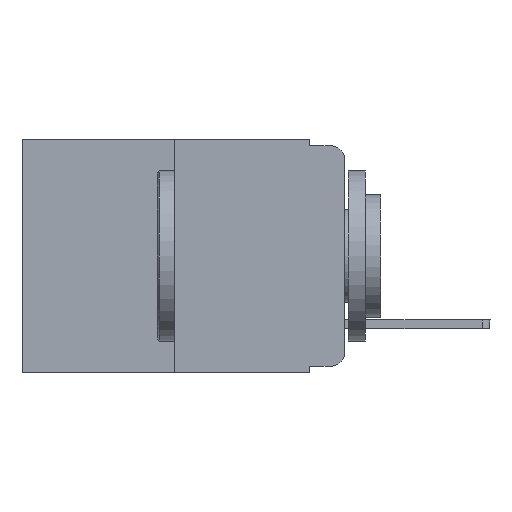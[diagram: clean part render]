
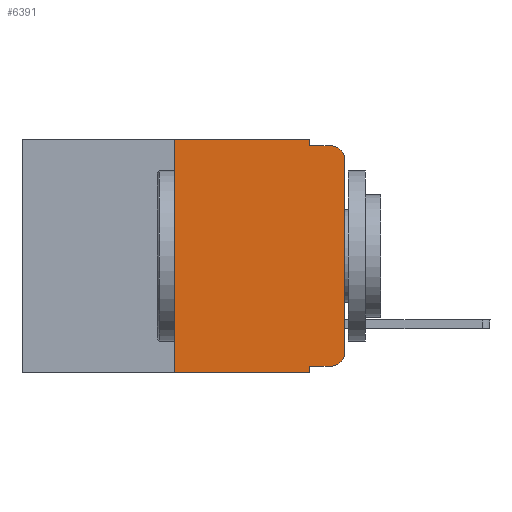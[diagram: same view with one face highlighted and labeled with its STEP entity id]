
A CAD part, left-side view. The second image highlights one B-rep face of the part: STEP entity #6391.
In plain terms, the highlighted planar face has unit normal (-1, 0, 0).
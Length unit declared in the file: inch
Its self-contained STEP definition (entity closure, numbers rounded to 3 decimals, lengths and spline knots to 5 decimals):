
#1 = VERTEX_POINT ( 'NONE', #906 ) ;
#347 = CIRCLE ( 'NONE', #6195, 0.02 ) ;
#468 = ORIENTED_EDGE ( 'NONE', *, *, #990, .F. ) ;
#897 = EDGE_CURVE ( 'NONE', #11350, #5049, #14184, .T. ) ;
#906 = CARTESIAN_POINT ( 'NONE',  ( 0., 0.051, -0.01 ) ) ;
#921 = LINE ( 'NONE', #11528, #2671 ) ;
#969 = VERTEX_POINT ( 'NONE', #7658 ) ;
#990 = EDGE_CURVE ( 'NONE', #1, #2503, #13135, .T. ) ;
#1164 = VECTOR ( 'NONE', #9995, 39.37008 ) ;
#1168 = DIRECTION ( 'NONE',  ( -1., 0., 0. ) ) ;
#1195 = CARTESIAN_POINT ( 'NONE',  ( 0., 0.25, 0. ) ) ;
#1511 = DIRECTION ( 'NONE',  ( 0., -1., 0. ) ) ;
#1903 = ORIENTED_EDGE ( 'NONE', *, *, #12896, .T. ) ;
#2111 = DIRECTION ( 'NONE',  ( 0., 0., -1. ) ) ;
#2151 = VERTEX_POINT ( 'NONE', #14451 ) ;
#2262 = CARTESIAN_POINT ( 'NONE',  ( 0., 0., 0. ) ) ;
#2397 = EDGE_LOOP ( 'NONE', ( #11824, #11153, #468, #3194, #5553, #4785, #14342, #14160, #1903, #3040 ) ) ;
#2416 = CARTESIAN_POINT ( 'NONE',  ( 0., 0.051, 0. ) ) ;
#2503 = VERTEX_POINT ( 'NONE', #15480 ) ;
#2596 = EDGE_CURVE ( 'NONE', #6332, #1, #5192, .T. ) ;
#2671 = VECTOR ( 'NONE', #7456, 39.37008 ) ;
#3040 = ORIENTED_EDGE ( 'NONE', *, *, #13473, .T. ) ;
#3194 = ORIENTED_EDGE ( 'NONE', *, *, #2596, .F. ) ;
#3258 = AXIS2_PLACEMENT_3D ( 'NONE', #12766, #7639, #6427 ) ;
#3420 = CARTESIAN_POINT ( 'NONE',  ( 0., 0.02, -0.03 ) ) ;
#4124 = VECTOR ( 'NONE', #10517, 39.37008 ) ;
#4248 = VERTEX_POINT ( 'NONE', #10641 ) ;
#4296 = VECTOR ( 'NONE', #16964, 39.37008 ) ;
#4785 = ORIENTED_EDGE ( 'NONE', *, *, #7692, .F. ) ;
#5049 = VERTEX_POINT ( 'NONE', #9982 ) ;
#5192 = LINE ( 'NONE', #17052, #4296 ) ;
#5231 = CIRCLE ( 'NONE', #8006, 0.02 ) ;
#5553 = ORIENTED_EDGE ( 'NONE', *, *, #16438, .F. ) ;
#6195 = AXIS2_PLACEMENT_3D ( 'NONE', #13087, #1168, #13177 ) ;
#6332 = VERTEX_POINT ( 'NONE', #8588 ) ;
#6391 = ADVANCED_FACE ( 'NONE', ( #9107 ), #14347, .F. ) ;
#6427 = DIRECTION ( 'NONE',  ( 0., 0., -1. ) ) ;
#6658 = EDGE_CURVE ( 'NONE', #5049, #2503, #5231, .T. ) ;
#6745 = CARTESIAN_POINT ( 'NONE',  ( 0., 0.473, -0.343 ) ) ;
#7456 = DIRECTION ( 'NONE',  ( 0., -1., 0. ) ) ;
#7639 = DIRECTION ( 'NONE',  ( 1., 0., 0. ) ) ;
#7658 = CARTESIAN_POINT ( 'NONE',  ( 0., 0.25, -0.343 ) ) ;
#7692 = EDGE_CURVE ( 'NONE', #969, #14462, #11632, .T. ) ;
#7733 = DIRECTION ( 'NONE',  ( 0., 0., -1. ) ) ;
#7763 = EDGE_CURVE ( 'NONE', #13974, #4248, #10592, .T. ) ;
#7909 = VECTOR ( 'NONE', #1511, 39.37008 ) ;
#8006 = AXIS2_PLACEMENT_3D ( 'NONE', #3420, #15266, #2111 ) ;
#8038 = VECTOR ( 'NONE', #7733, 39.37008 ) ;
#8191 = CARTESIAN_POINT ( 'NONE',  ( 0., 0., -0.313 ) ) ;
#8588 = CARTESIAN_POINT ( 'NONE',  ( 0., 0.051, 0. ) ) ;
#8657 = CARTESIAN_POINT ( 'NONE',  ( 0., 0.25, 0. ) ) ;
#9022 = DIRECTION ( 'NONE',  ( 0., 0., 1. ) ) ;
#9107 = FACE_OUTER_BOUND ( 'NONE', #2397, .T. ) ;
#9210 = CARTESIAN_POINT ( 'NONE',  ( 0., 0.051, -0.01 ) ) ;
#9815 = DIRECTION ( 'NONE',  ( 0., 0., 1. ) ) ;
#9982 = CARTESIAN_POINT ( 'NONE',  ( 0., 0., -0.03 ) ) ;
#9995 = DIRECTION ( 'NONE',  ( 0., -1., 0. ) ) ;
#10517 = DIRECTION ( 'NONE',  ( 0., -1., 0. ) ) ;
#10592 = LINE ( 'NONE', #2416, #8038 ) ;
#10641 = CARTESIAN_POINT ( 'NONE',  ( 0., 0.051, -0.343 ) ) ;
#10822 = LINE ( 'NONE', #6745, #7909 ) ;
#10959 = CARTESIAN_POINT ( 'NONE',  ( 0., 0.051, -0.333 ) ) ;
#11153 = ORIENTED_EDGE ( 'NONE', *, *, #6658, .T. ) ;
#11350 = VERTEX_POINT ( 'NONE', #8191 ) ;
#11528 = CARTESIAN_POINT ( 'NONE',  ( 0., 0.473, 0. ) ) ;
#11632 = LINE ( 'NONE', #1195, #15253 ) ;
#11824 = ORIENTED_EDGE ( 'NONE', *, *, #897, .T. ) ;
#12445 = VECTOR ( 'NONE', #9815, 39.37008 ) ;
#12617 = LINE ( 'NONE', #14105, #1164 ) ;
#12766 = CARTESIAN_POINT ( 'NONE',  ( 0., 0.473, 0. ) ) ;
#12896 = EDGE_CURVE ( 'NONE', #13974, #2151, #12617, .T. ) ;
#13087 = CARTESIAN_POINT ( 'NONE',  ( 0., 0.02, -0.313 ) ) ;
#13135 = LINE ( 'NONE', #9210, #4124 ) ;
#13177 = DIRECTION ( 'NONE',  ( 0., 0., -1. ) ) ;
#13473 = EDGE_CURVE ( 'NONE', #2151, #11350, #347, .T. ) ;
#13974 = VERTEX_POINT ( 'NONE', #10959 ) ;
#14105 = CARTESIAN_POINT ( 'NONE',  ( 0., 0.051, -0.333 ) ) ;
#14160 = ORIENTED_EDGE ( 'NONE', *, *, #7763, .F. ) ;
#14184 = LINE ( 'NONE', #2262, #12445 ) ;
#14342 = ORIENTED_EDGE ( 'NONE', *, *, #14816, .T. ) ;
#14347 = PLANE ( 'NONE',  #3258 ) ;
#14451 = CARTESIAN_POINT ( 'NONE',  ( 0., 0.02, -0.333 ) ) ;
#14462 = VERTEX_POINT ( 'NONE', #8657 ) ;
#14816 = EDGE_CURVE ( 'NONE', #969, #4248, #10822, .T. ) ;
#15253 = VECTOR ( 'NONE', #9022, 39.37008 ) ;
#15266 = DIRECTION ( 'NONE',  ( -1., 0., 0. ) ) ;
#15480 = CARTESIAN_POINT ( 'NONE',  ( 0., 0.02, -0.01 ) ) ;
#16438 = EDGE_CURVE ( 'NONE', #14462, #6332, #921, .T. ) ;
#16964 = DIRECTION ( 'NONE',  ( 0., 0., -1. ) ) ;
#17052 = CARTESIAN_POINT ( 'NONE',  ( 0., 0.051, 0. ) ) ;
